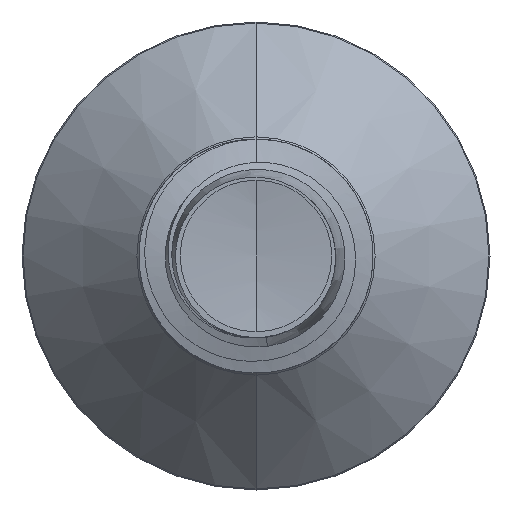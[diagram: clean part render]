
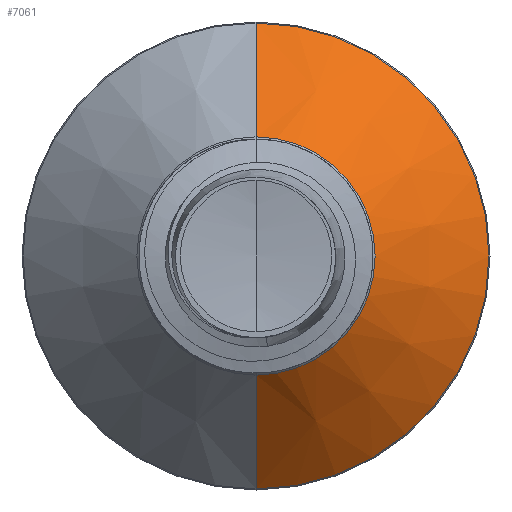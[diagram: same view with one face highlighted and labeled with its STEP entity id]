
A CAD part, front view. The second image highlights one B-rep face of the part: STEP entity #7061.
In plain terms, the highlighted conical face has half-angle 45 degrees and reference radius 1.782 mm.
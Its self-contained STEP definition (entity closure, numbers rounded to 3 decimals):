
#21 = VECTOR ( 'NONE', #12431, 1000. ) ;
#99 = ORIENTED_EDGE ( 'NONE', *, *, #1545, .F. ) ;
#194 = LINE ( 'NONE', #1283, #8783 ) ;
#350 = EDGE_CURVE ( 'NONE', #6812, #5569, #11556, .T. ) ;
#1016 = AXIS2_PLACEMENT_3D ( 'NONE', #8271, #1594, #9380 ) ;
#1197 = CARTESIAN_POINT ( 'NONE',  ( 0., 4.632, 0. ) ) ;
#1283 = CARTESIAN_POINT ( 'NONE',  ( 0., 4.632, 1.782 ) ) ;
#1545 = EDGE_CURVE ( 'NONE', #11430, #5569, #6416, .T. ) ;
#1594 = DIRECTION ( 'NONE',  ( 0., 1., 0. ) ) ;
#2962 = ORIENTED_EDGE ( 'NONE', *, *, #3000, .F. ) ;
#3000 = EDGE_CURVE ( 'NONE', #11739, #11430, #194, .T. ) ;
#3735 = AXIS2_PLACEMENT_3D ( 'NONE', #1197, #8740, #9831 ) ;
#3782 = CIRCLE ( 'NONE', #12487, 1.782 ) ;
#4414 = DIRECTION ( 'NONE',  ( 0., 1., 0. ) ) ;
#5569 = VERTEX_POINT ( 'NONE', #13175 ) ;
#6416 = CIRCLE ( 'NONE', #1016, 3.485 ) ;
#6812 = VERTEX_POINT ( 'NONE', #11122 ) ;
#6934 = DIRECTION ( 'NONE',  ( 0., 0.707, 0.707 ) ) ;
#7061 = ADVANCED_FACE ( 'NONE', ( #12366 ), #13913, .T. ) ;
#8271 = CARTESIAN_POINT ( 'NONE',  ( 0., 6.335, 0. ) ) ;
#8365 = ORIENTED_EDGE ( 'NONE', *, *, #12354, .T. ) ;
#8454 = CARTESIAN_POINT ( 'NONE',  ( 0., 4.632, 1.782 ) ) ;
#8740 = DIRECTION ( 'NONE',  ( 0., 1., 0. ) ) ;
#8783 = VECTOR ( 'NONE', #6934, 1000. ) ;
#9005 = EDGE_LOOP ( 'NONE', ( #8365, #9418, #99, #2962 ) ) ;
#9380 = DIRECTION ( 'NONE',  ( 0., 0., 1. ) ) ;
#9418 = ORIENTED_EDGE ( 'NONE', *, *, #350, .T. ) ;
#9831 = DIRECTION ( 'NONE',  ( 0., 0., 1. ) ) ;
#10970 = CARTESIAN_POINT ( 'NONE',  ( 0., 4.632, 0. ) ) ;
#11122 = CARTESIAN_POINT ( 'NONE',  ( 0., 4.632, -1.782 ) ) ;
#11430 = VERTEX_POINT ( 'NONE', #12739 ) ;
#11556 = LINE ( 'NONE', #14409, #21 ) ;
#11739 = VERTEX_POINT ( 'NONE', #8454 ) ;
#12061 = DIRECTION ( 'NONE',  ( 0., 0., 1. ) ) ;
#12354 = EDGE_CURVE ( 'NONE', #11739, #6812, #3782, .T. ) ;
#12366 = FACE_OUTER_BOUND ( 'NONE', #9005, .T. ) ;
#12431 = DIRECTION ( 'NONE',  ( 0., 0.707, -0.707 ) ) ;
#12487 = AXIS2_PLACEMENT_3D ( 'NONE', #10970, #4414, #12061 ) ;
#12739 = CARTESIAN_POINT ( 'NONE',  ( 0., 6.335, 3.485 ) ) ;
#13175 = CARTESIAN_POINT ( 'NONE',  ( 0., 6.335, -3.485 ) ) ;
#13913 = CONICAL_SURFACE ( 'NONE', #3735, 1.782, 0.785 ) ;
#14409 = CARTESIAN_POINT ( 'NONE',  ( 0., 4.632, -1.782 ) ) ;
